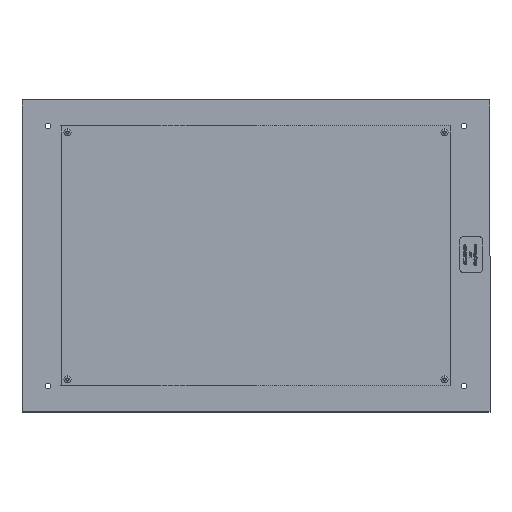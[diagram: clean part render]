
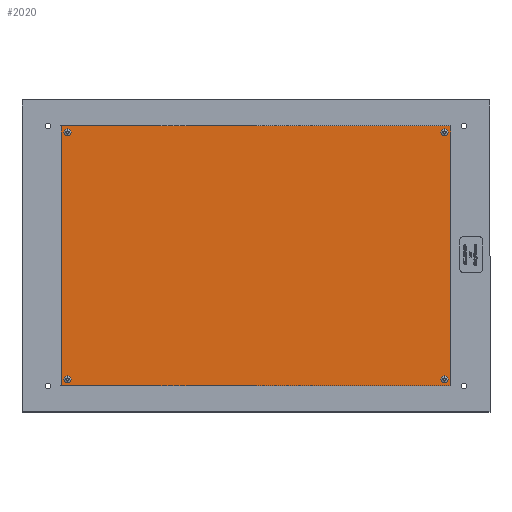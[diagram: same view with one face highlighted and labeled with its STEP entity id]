
A CAD part, top view. The second image highlights one B-rep face of the part: STEP entity #2020.
In plain terms, the highlighted planar face has unit normal (0, 0, 1).
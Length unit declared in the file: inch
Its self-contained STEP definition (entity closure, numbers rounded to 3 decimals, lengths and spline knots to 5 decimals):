
#87 = DIRECTION ( 'NONE',  ( 0., 0., 1. ) ) ;
#88 = CARTESIAN_POINT ( 'NONE',  ( 7.314, -4.75, 0.063 ) ) ;
#220 = ORIENTED_EDGE ( 'NONE', *, *, #1462, .F. ) ;
#240 = DIRECTION ( 'NONE',  ( 0., 0., 1. ) ) ;
#358 = VERTEX_POINT ( 'NONE', #88 ) ;
#580 = DIRECTION ( 'NONE',  ( 1., 0., 0. ) ) ;
#799 = EDGE_LOOP ( 'NONE', ( #18609, #2566 ) ) ;
#1004 = CARTESIAN_POINT ( 'NONE',  ( 0., 0., 0.063 ) ) ;
#1080 = CIRCLE ( 'NONE', #3375, 0.064 ) ;
#1218 = CARTESIAN_POINT ( 'NONE',  ( 7.314, 4.75, 0.063 ) ) ;
#1390 = VERTEX_POINT ( 'NONE', #1792 ) ;
#1462 = EDGE_CURVE ( 'NONE', #20977, #18078, #11018, .T. ) ;
#1543 = AXIS2_PLACEMENT_3D ( 'NONE', #5379, #5841, #20277 ) ;
#1565 = EDGE_CURVE ( 'NONE', #2101, #10224, #7746, .T. ) ;
#1792 = CARTESIAN_POINT ( 'NONE',  ( -7.5, -5., 0.063 ) ) ;
#1896 = ORIENTED_EDGE ( 'NONE', *, *, #15559, .F. ) ;
#2020 = ADVANCED_FACE ( 'NONE', ( #14057, #2804, #4379, #10119, #17395 ), #11679, .T. ) ;
#2021 = CARTESIAN_POINT ( 'NONE',  ( 7.25, -4.75, 0.063 ) ) ;
#2101 = VERTEX_POINT ( 'NONE', #19900 ) ;
#2566 = ORIENTED_EDGE ( 'NONE', *, *, #14217, .F. ) ;
#2661 = ORIENTED_EDGE ( 'NONE', *, *, #14295, .T. ) ;
#2781 = EDGE_LOOP ( 'NONE', ( #13797, #13457 ) ) ;
#2804 = FACE_BOUND ( 'NONE', #2781, .T. ) ;
#3171 = DIRECTION ( 'NONE',  ( 0., 0., 1. ) ) ;
#3175 = DIRECTION ( 'NONE',  ( 1., 0., 0. ) ) ;
#3262 = DIRECTION ( 'NONE',  ( 0., 0., 1. ) ) ;
#3375 = AXIS2_PLACEMENT_3D ( 'NONE', #16134, #87, #18158 ) ;
#3419 = CARTESIAN_POINT ( 'NONE',  ( -7.5, 5., 0.063 ) ) ;
#3477 = DIRECTION ( 'NONE',  ( 0., 0., 1. ) ) ;
#3958 = CARTESIAN_POINT ( 'NONE',  ( -7.25, -4.75, 0.063 ) ) ;
#4117 = AXIS2_PLACEMENT_3D ( 'NONE', #1004, #18957, #15605 ) ;
#4284 = VECTOR ( 'NONE', #6683, 39.37008 ) ;
#4319 = DIRECTION ( 'NONE',  ( 0., 0., 1. ) ) ;
#4333 = CARTESIAN_POINT ( 'NONE',  ( -7.25, -4.75, 0.063 ) ) ;
#4379 = FACE_BOUND ( 'NONE', #799, .T. ) ;
#4400 = VERTEX_POINT ( 'NONE', #23287 ) ;
#4455 = VECTOR ( 'NONE', #3175, 39.37008 ) ;
#4908 = CARTESIAN_POINT ( 'NONE',  ( -7.186, 4.75, 0.063 ) ) ;
#5094 = AXIS2_PLACEMENT_3D ( 'NONE', #4333, #240, #20589 ) ;
#5379 = CARTESIAN_POINT ( 'NONE',  ( 7.25, 4.75, 0.063 ) ) ;
#5717 = VECTOR ( 'NONE', #22757, 39.37008 ) ;
#5841 = DIRECTION ( 'NONE',  ( 0., 0., 1. ) ) ;
#6083 = AXIS2_PLACEMENT_3D ( 'NONE', #8253, #4319, #22602 ) ;
#6449 = ORIENTED_EDGE ( 'NONE', *, *, #12199, .T. ) ;
#6683 = DIRECTION ( 'NONE',  ( 0., -1., 0. ) ) ;
#6921 = CARTESIAN_POINT ( 'NONE',  ( 7.5, 5., 0.063 ) ) ;
#7418 = EDGE_CURVE ( 'NONE', #7957, #12032, #12265, .T. ) ;
#7746 = LINE ( 'NONE', #13575, #5717 ) ;
#7803 = CARTESIAN_POINT ( 'NONE',  ( -7.314, 4.75, 0.063 ) ) ;
#7947 = AXIS2_PLACEMENT_3D ( 'NONE', #13831, #3171, #8453 ) ;
#7955 = EDGE_LOOP ( 'NONE', ( #1896, #220 ) ) ;
#7957 = VERTEX_POINT ( 'NONE', #1218 ) ;
#8174 = EDGE_CURVE ( 'NONE', #4400, #22304, #9466, .T. ) ;
#8253 = CARTESIAN_POINT ( 'NONE',  ( -7.25, 4.75, 0.063 ) ) ;
#8453 = DIRECTION ( 'NONE',  ( 1., 0., 0. ) ) ;
#8918 = DIRECTION ( 'NONE',  ( -1., 0., 0. ) ) ;
#9466 = CIRCLE ( 'NONE', #14409, 0.064 ) ;
#10025 = CARTESIAN_POINT ( 'NONE',  ( 7.186, 4.75, 0.063 ) ) ;
#10119 = FACE_BOUND ( 'NONE', #7955, .T. ) ;
#10224 = VERTEX_POINT ( 'NONE', #6921 ) ;
#10260 = VERTEX_POINT ( 'NONE', #14198 ) ;
#10913 = CIRCLE ( 'NONE', #14335, 0.064 ) ;
#11018 = CIRCLE ( 'NONE', #6083, 0.064 ) ;
#11445 = CIRCLE ( 'NONE', #16392, 0.064 ) ;
#11679 = PLANE ( 'NONE',  #4117 ) ;
#11746 = CARTESIAN_POINT ( 'NONE',  ( -7.5, 5., 0.063 ) ) ;
#12006 = ORIENTED_EDGE ( 'NONE', *, *, #8174, .F. ) ;
#12032 = VERTEX_POINT ( 'NONE', #10025 ) ;
#12121 = ORIENTED_EDGE ( 'NONE', *, *, #22881, .T. ) ;
#12134 = CIRCLE ( 'NONE', #7947, 0.064 ) ;
#12199 = EDGE_CURVE ( 'NONE', #16982, #1390, #15866, .T. ) ;
#12265 = CIRCLE ( 'NONE', #1543, 0.064 ) ;
#12480 = CARTESIAN_POINT ( 'NONE',  ( 7.25, -4.75, 0.063 ) ) ;
#12958 = EDGE_CURVE ( 'NONE', #22304, #4400, #20344, .T. ) ;
#13058 = DIRECTION ( 'NONE',  ( 0., 0., 1. ) ) ;
#13457 = ORIENTED_EDGE ( 'NONE', *, *, #13680, .F. ) ;
#13575 = CARTESIAN_POINT ( 'NONE',  ( 7.5, 5., 0.063 ) ) ;
#13680 = EDGE_CURVE ( 'NONE', #10260, #358, #11445, .T. ) ;
#13797 = ORIENTED_EDGE ( 'NONE', *, *, #21959, .F. ) ;
#13831 = CARTESIAN_POINT ( 'NONE',  ( 7.25, 4.75, 0.063 ) ) ;
#14057 = FACE_BOUND ( 'NONE', #20434, .T. ) ;
#14198 = CARTESIAN_POINT ( 'NONE',  ( 7.186, -4.75, 0.063 ) ) ;
#14217 = EDGE_CURVE ( 'NONE', #12032, #7957, #12134, .T. ) ;
#14295 = EDGE_CURVE ( 'NONE', #10224, #16982, #20024, .T. ) ;
#14335 = AXIS2_PLACEMENT_3D ( 'NONE', #12480, #3262, #17842 ) ;
#14366 = ORIENTED_EDGE ( 'NONE', *, *, #1565, .T. ) ;
#14409 = AXIS2_PLACEMENT_3D ( 'NONE', #3958, #13058, #580 ) ;
#14595 = CARTESIAN_POINT ( 'NONE',  ( -7.186, -4.75, 0.063 ) ) ;
#15559 = EDGE_CURVE ( 'NONE', #18078, #20977, #1080, .T. ) ;
#15605 = DIRECTION ( 'NONE',  ( 1., 0., 0. ) ) ;
#15866 = LINE ( 'NONE', #3419, #4284 ) ;
#16134 = CARTESIAN_POINT ( 'NONE',  ( -7.25, 4.75, 0.063 ) ) ;
#16392 = AXIS2_PLACEMENT_3D ( 'NONE', #2021, #3477, #21770 ) ;
#16424 = ORIENTED_EDGE ( 'NONE', *, *, #12958, .F. ) ;
#16982 = VERTEX_POINT ( 'NONE', #11746 ) ;
#17395 = FACE_OUTER_BOUND ( 'NONE', #20416, .T. ) ;
#17842 = DIRECTION ( 'NONE',  ( 1., 0., 0. ) ) ;
#18078 = VERTEX_POINT ( 'NONE', #4908 ) ;
#18158 = DIRECTION ( 'NONE',  ( 1., 0., 0. ) ) ;
#18609 = ORIENTED_EDGE ( 'NONE', *, *, #7418, .F. ) ;
#18957 = DIRECTION ( 'NONE',  ( 0., 0., 1. ) ) ;
#19556 = LINE ( 'NONE', #22788, #4455 ) ;
#19900 = CARTESIAN_POINT ( 'NONE',  ( 7.5, -5., 0.063 ) ) ;
#20024 = LINE ( 'NONE', #20143, #21277 ) ;
#20143 = CARTESIAN_POINT ( 'NONE',  ( -7.5, 5., 0.063 ) ) ;
#20277 = DIRECTION ( 'NONE',  ( 1., 0., 0. ) ) ;
#20344 = CIRCLE ( 'NONE', #5094, 0.064 ) ;
#20416 = EDGE_LOOP ( 'NONE', ( #6449, #12121, #14366, #2661 ) ) ;
#20434 = EDGE_LOOP ( 'NONE', ( #16424, #12006 ) ) ;
#20589 = DIRECTION ( 'NONE',  ( 1., 0., 0. ) ) ;
#20977 = VERTEX_POINT ( 'NONE', #7803 ) ;
#21277 = VECTOR ( 'NONE', #8918, 39.37008 ) ;
#21770 = DIRECTION ( 'NONE',  ( 1., 0., 0. ) ) ;
#21959 = EDGE_CURVE ( 'NONE', #358, #10260, #10913, .T. ) ;
#22304 = VERTEX_POINT ( 'NONE', #14595 ) ;
#22602 = DIRECTION ( 'NONE',  ( 1., 0., 0. ) ) ;
#22757 = DIRECTION ( 'NONE',  ( 0., 1., 0. ) ) ;
#22788 = CARTESIAN_POINT ( 'NONE',  ( -7.5, -5., 0.063 ) ) ;
#22881 = EDGE_CURVE ( 'NONE', #1390, #2101, #19556, .T. ) ;
#23287 = CARTESIAN_POINT ( 'NONE',  ( -7.314, -4.75, 0.063 ) ) ;
